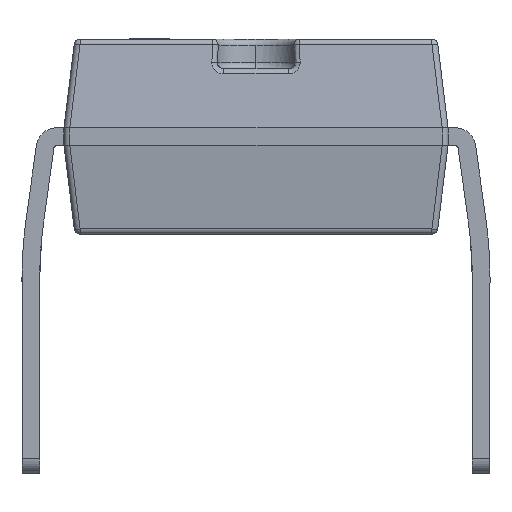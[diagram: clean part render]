
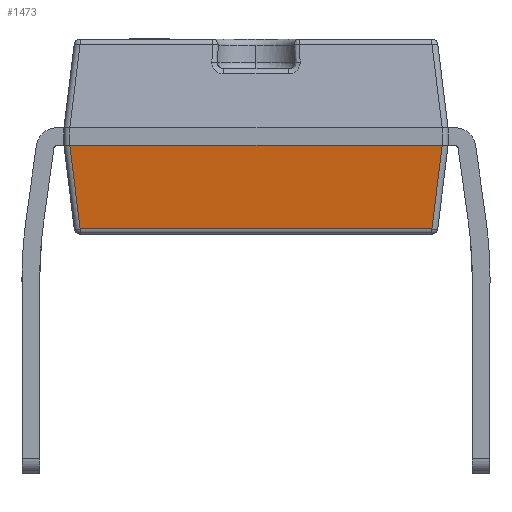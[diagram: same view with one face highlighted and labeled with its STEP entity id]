
A CAD part, left-side view. The second image highlights one B-rep face of the part: STEP entity #1473.
In plain terms, the highlighted planar face has unit normal (-0.993, 0, -0.122).
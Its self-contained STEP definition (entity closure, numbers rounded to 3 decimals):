
#1354 = CARTESIAN_POINT ( 'NONE',  ( -5.1, 3.15, 1.5 ) ) ;
#1473 = ADVANCED_FACE ( 'NONE', ( #24932 ), #27095, .T. ) ;
#2840 = EDGE_CURVE ( 'NONE', #18429, #11145, #16655, .T. ) ;
#3279 = AXIS2_PLACEMENT_3D ( 'NONE', #3317, #5593, #5297 ) ;
#3317 = CARTESIAN_POINT ( 'NONE',  ( -5.1, -3.25, 1.5 ) ) ;
#3450 = VERTEX_POINT ( 'NONE', #15346 ) ;
#3468 = CARTESIAN_POINT ( 'NONE',  ( -4.927, -3.25, 0.088 ) ) ;
#3554 = CARTESIAN_POINT ( 'NONE',  ( -5.1, 3.15, 1.5 ) ) ;
#4027 = CARTESIAN_POINT ( 'NONE',  ( -5.101, -3.152, 1.512 ) ) ;
#4456 = LINE ( 'NONE', #4027, #8782 ) ;
#5286 = ORIENTED_EDGE ( 'NONE', *, *, #10033, .T. ) ;
#5297 = DIRECTION ( 'NONE',  ( 0., 1., 0. ) ) ;
#5508 = CARTESIAN_POINT ( 'NONE',  ( -5.1, -3.25, 1.5 ) ) ;
#5593 = DIRECTION ( 'NONE',  ( -0.993, 0., -0.122 ) ) ;
#7374 = CARTESIAN_POINT ( 'NONE',  ( -5.1, -3.15, 1.5 ) ) ;
#7686 = LINE ( 'NONE', #5508, #11017 ) ;
#7697 = CARTESIAN_POINT ( 'NONE',  ( -4.927, -2.977, 0.088 ) ) ;
#8391 = DIRECTION ( 'NONE',  ( -0.121, -0.121, 0.985 ) ) ;
#8782 = VECTOR ( 'NONE', #8391, 1000. ) ;
#9758 = EDGE_CURVE ( 'NONE', #3450, #13105, #18764, .T. ) ;
#10033 = EDGE_CURVE ( 'NONE', #11145, #3450, #21320, .T. ) ;
#10362 = EDGE_LOOP ( 'NONE', ( #13700, #18110, #21730, #28267, #5286, #18676 ) ) ;
#11017 = VECTOR ( 'NONE', #22987, 1000. ) ;
#11145 = VERTEX_POINT ( 'NONE', #24627 ) ;
#12372 = CARTESIAN_POINT ( 'NONE',  ( -5.1, 3.15, 1.5 ) ) ;
#12501 = VECTOR ( 'NONE', #20489, 1000. ) ;
#12670 = CARTESIAN_POINT ( 'NONE',  ( -5.1, 3.15, 1.5 ) ) ;
#13105 = VERTEX_POINT ( 'NONE', #7697 ) ;
#13700 = ORIENTED_EDGE ( 'NONE', *, *, #20822, .T. ) ;
#13874 = CARTESIAN_POINT ( 'NONE',  ( -5.1, -3.15, 1.5 ) ) ;
#14013 = CARTESIAN_POINT ( 'NONE',  ( -5.1, -3.15, 1.5 ) ) ;
#15346 = CARTESIAN_POINT ( 'NONE',  ( -4.927, 2.977, 0.088 ) ) ;
#15498 = DIRECTION ( 'NONE',  ( 0.121, -0.121, -0.985 ) ) ;
#16655 =( BOUNDED_CURVE ( )  B_SPLINE_CURVE ( 3, ( #3554, #12372, #1354, #27776 ),
 .UNSPECIFIED., .F., .F. ) 
 B_SPLINE_CURVE_WITH_KNOTS ( ( 4, 4 ),
 ( 3.142, 3.149 ),
 .UNSPECIFIED. ) 
 CURVE ( )  GEOMETRIC_REPRESENTATION_ITEM ( )  RATIONAL_B_SPLINE_CURVE ( ( 1., 1., 1., 1. ) ) 
 REPRESENTATION_ITEM ( '' )  );
#16812 = CARTESIAN_POINT ( 'NONE',  ( -5.1, -3.151, 1.5 ) ) ;
#17529 = EDGE_CURVE ( 'NONE', #18429, #24959, #7686, .T. ) ;
#17921 = VECTOR ( 'NONE', #15498, 1000. ) ;
#18080 = CARTESIAN_POINT ( 'NONE',  ( -5.1, -3.151, 1.5 ) ) ;
#18110 = ORIENTED_EDGE ( 'NONE', *, *, #26007, .T. ) ;
#18429 = VERTEX_POINT ( 'NONE', #12670 ) ;
#18676 = ORIENTED_EDGE ( 'NONE', *, *, #9758, .T. ) ;
#18764 = LINE ( 'NONE', #3468, #12501 ) ;
#19548 = CARTESIAN_POINT ( 'NONE',  ( -5.1, -3.15, 1.5 ) ) ;
#20489 = DIRECTION ( 'NONE',  ( 0., -1., 0. ) ) ;
#20822 = EDGE_CURVE ( 'NONE', #13105, #21957, #4456, .T. ) ;
#21320 = LINE ( 'NONE', #27928, #17921 ) ;
#21730 = ORIENTED_EDGE ( 'NONE', *, *, #17529, .F. ) ;
#21957 = VERTEX_POINT ( 'NONE', #16812 ) ;
#22987 = DIRECTION ( 'NONE',  ( 0., -1., 0. ) ) ;
#24627 = CARTESIAN_POINT ( 'NONE',  ( -5.1, 3.151, 1.5 ) ) ;
#24932 = FACE_OUTER_BOUND ( 'NONE', #10362, .T. ) ;
#24959 = VERTEX_POINT ( 'NONE', #19548 ) ;
#26007 = EDGE_CURVE ( 'NONE', #21957, #24959, #28092, .T. ) ;
#27095 = PLANE ( 'NONE',  #3279 ) ;
#27776 = CARTESIAN_POINT ( 'NONE',  ( -5.1, 3.151, 1.5 ) ) ;
#27928 = CARTESIAN_POINT ( 'NONE',  ( -5.006, 3.057, 0.737 ) ) ;
#28092 =( BOUNDED_CURVE ( )  B_SPLINE_CURVE ( 3, ( #18080, #13874, #7374, #14013 ),
 .UNSPECIFIED., .F., .T. ) 
 B_SPLINE_CURVE_WITH_KNOTS ( ( 4, 4 ),
 ( 3.134, 3.142 ),
 .UNSPECIFIED. ) 
 CURVE ( )  GEOMETRIC_REPRESENTATION_ITEM ( )  RATIONAL_B_SPLINE_CURVE ( ( 1., 1., 1., 1. ) ) 
 REPRESENTATION_ITEM ( '' )  );
#28267 = ORIENTED_EDGE ( 'NONE', *, *, #2840, .T. ) ;
